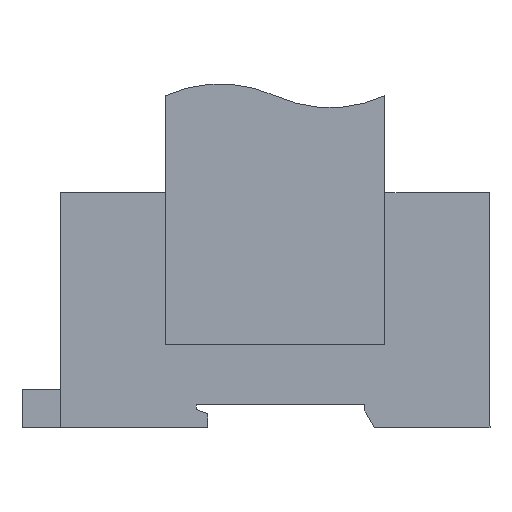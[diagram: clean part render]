
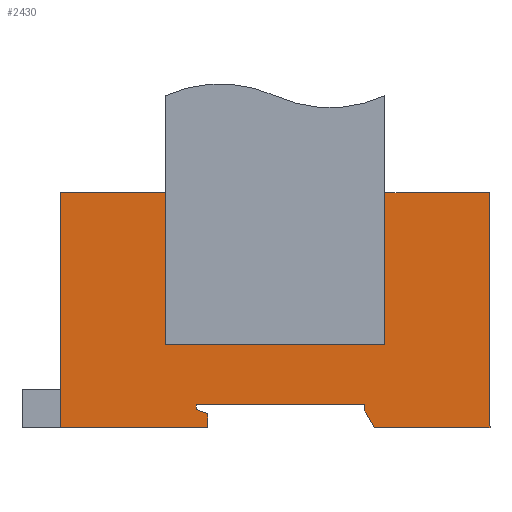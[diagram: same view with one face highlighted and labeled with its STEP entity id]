
A CAD part, left-side view. The second image highlights one B-rep face of the part: STEP entity #2430.
In plain terms, the highlighted planar face has unit normal (-1, 0, 0).
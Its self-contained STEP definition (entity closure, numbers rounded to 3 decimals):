
#1870=CARTESIAN_POINT('',(0.,24.15,44.4));
#1871=VERTEX_POINT('',#1870);
#1872=CARTESIAN_POINT('',(0.0,24.15,12.678));
#1873=VERTEX_POINT('',#1872);
#1874=CARTESIAN_POINT('',(0.,24.15,44.4));
#1875=DIRECTION('',(0.0,0.0,-1.0));
#1876=VECTOR('',#1875,31.723);
#1877=LINE('',#1874,#1876);
#1878=EDGE_CURVE('',#1871,#1873,#1877,.T.);
#1910=CARTESIAN_POINT('',(0.0,-21.85,12.678));
#1911=VERTEX_POINT('',#1910);
#1912=CARTESIAN_POINT('',(0.,24.15,12.678));
#1913=DIRECTION('',(0.0,-1.0,0.0));
#1914=VECTOR('',#1913,46.0);
#1915=LINE('',#1912,#1914);
#1916=EDGE_CURVE('',#1873,#1911,#1915,.T.);
#1941=CARTESIAN_POINT('',(0.,-21.85,44.4));
#1942=VERTEX_POINT('',#1941);
#1943=CARTESIAN_POINT('',(0.,-21.85,12.678));
#1944=DIRECTION('',(0.0,0.0,1.0));
#1945=VECTOR('',#1944,31.723);
#1946=LINE('',#1943,#1945);
#1947=EDGE_CURVE('',#1911,#1942,#1946,.T.);
#1972=CARTESIAN_POINT('',(0.,-43.549,44.4));
#1973=VERTEX_POINT('',#1972);
#1974=CARTESIAN_POINT('',(0.,-21.85,44.4));
#1975=DIRECTION('',(0.0,-1.0,0.0));
#1976=VECTOR('',#1975,21.7);
#1977=LINE('',#1974,#1976);
#1978=EDGE_CURVE('',#1942,#1973,#1977,.T.);
#2008=CARTESIAN_POINT('',(0.,-43.85,44.101));
#2009=VERTEX_POINT('',#2008);
#2010=CARTESIAN_POINT('',(0.,-43.55,44.1));
#2011=DIRECTION('',(1.0,0.,0.));
#2012=DIRECTION('',(0.,-0.706,0.708));
#2013=AXIS2_PLACEMENT_3D('',#2010,#2011,#2012);
#2014=CIRCLE('',#2013,0.3);
#2015=EDGE_CURVE('',#1973,#2009,#2014,.T.);
#2041=CARTESIAN_POINT('',(0.0,-43.85,-4.8));
#2042=VERTEX_POINT('',#2041);
#2043=CARTESIAN_POINT('',(0.,-43.85,44.101));
#2044=DIRECTION('',(0.0,0.0,-1.0));
#2045=VECTOR('',#2044,48.9);
#2046=LINE('',#2043,#2045);
#2047=EDGE_CURVE('',#2009,#2042,#2046,.T.);
#2072=CARTESIAN_POINT('',(0.0,-19.671,-4.8));
#2073=VERTEX_POINT('',#2072);
#2074=CARTESIAN_POINT('',(0.0,-43.85,-4.8));
#2075=DIRECTION('',(0.0,1.0,0.0));
#2076=VECTOR('',#2075,24.179);
#2077=LINE('',#2074,#2076);
#2078=EDGE_CURVE('',#2042,#2073,#2077,.T.);
#2103=CARTESIAN_POINT('',(0.0,-17.65,-1.299));
#2104=VERTEX_POINT('',#2103);
#2105=CARTESIAN_POINT('',(0.,-19.671,-4.8));
#2106=DIRECTION('',(0.,0.5,0.866));
#2107=VECTOR('',#2106,4.042);
#2108=LINE('',#2105,#2107);
#2109=EDGE_CURVE('',#2073,#2104,#2108,.T.);
#2134=CARTESIAN_POINT('',(0.0,-17.65,0.));
#2135=VERTEX_POINT('',#2134);
#2136=CARTESIAN_POINT('',(0.,-17.65,-1.299));
#2137=DIRECTION('',(0.0,0.0,1.0));
#2138=VECTOR('',#2137,1.299);
#2139=LINE('',#2136,#2138);
#2140=EDGE_CURVE('',#2104,#2135,#2139,.T.);
#2165=CARTESIAN_POINT('',(0.0,17.65,0.));
#2166=VERTEX_POINT('',#2165);
#2167=CARTESIAN_POINT('',(0.,-17.65,0.));
#2168=DIRECTION('',(0.0,1.0,0.0));
#2169=VECTOR('',#2168,35.3);
#2170=LINE('',#2167,#2169);
#2171=EDGE_CURVE('',#2135,#2166,#2170,.T.);
#2196=CARTESIAN_POINT('',(0.0,17.65,-1.));
#2197=VERTEX_POINT('',#2196);
#2198=CARTESIAN_POINT('',(0.,17.65,0.));
#2199=DIRECTION('',(0.0,0.0,-1.0));
#2200=VECTOR('',#2199,1.);
#2201=LINE('',#2198,#2200);
#2202=EDGE_CURVE('',#2166,#2197,#2201,.T.);
#2227=CARTESIAN_POINT('',(0.0,15.25,-1.873));
#2228=VERTEX_POINT('',#2227);
#2229=CARTESIAN_POINT('',(0.,17.65,-1.));
#2230=DIRECTION('',(0.,-0.94,-0.342));
#2231=VECTOR('',#2230,2.554);
#2232=LINE('',#2229,#2231);
#2233=EDGE_CURVE('',#2197,#2228,#2232,.T.);
#2258=CARTESIAN_POINT('',(0.0,15.25,-4.8));
#2259=VERTEX_POINT('',#2258);
#2260=CARTESIAN_POINT('',(0.,15.25,-1.873));
#2261=DIRECTION('',(0.0,0.0,-1.0));
#2262=VECTOR('',#2261,2.926);
#2263=LINE('',#2260,#2262);
#2264=EDGE_CURVE('',#2228,#2259,#2263,.T.);
#2289=CARTESIAN_POINT('',(0.0,46.15,-4.8));
#2290=VERTEX_POINT('',#2289);
#2291=CARTESIAN_POINT('',(0.0,15.25,-4.8));
#2292=DIRECTION('',(0.0,1.0,0.0));
#2293=VECTOR('',#2292,30.9);
#2294=LINE('',#2291,#2293);
#2295=EDGE_CURVE('',#2259,#2290,#2294,.T.);
#2320=CARTESIAN_POINT('',(0.,46.15,44.099));
#2321=VERTEX_POINT('',#2320);
#2322=CARTESIAN_POINT('',(0.,46.15,-4.8));
#2323=DIRECTION('',(0.0,0.0,1.0));
#2324=VECTOR('',#2323,48.899);
#2325=LINE('',#2322,#2324);
#2326=EDGE_CURVE('',#2290,#2321,#2325,.T.);
#2351=CARTESIAN_POINT('',(0.,45.85,44.4));
#2352=VERTEX_POINT('',#2351);
#2353=CARTESIAN_POINT('',(0.,45.849,44.1));
#2354=DIRECTION('',(1.0,0.,0.));
#2355=DIRECTION('',(0.,0.708,0.706));
#2356=AXIS2_PLACEMENT_3D('',#2353,#2354,#2355);
#2357=CIRCLE('',#2356,0.301);
#2358=EDGE_CURVE('',#2321,#2352,#2357,.T.);
#2384=CARTESIAN_POINT('',(0.,45.85,44.4));
#2385=DIRECTION('',(0.0,-1.0,0.0));
#2386=VECTOR('',#2385,21.7);
#2387=LINE('',#2384,#2386);
#2388=EDGE_CURVE('',#2352,#1871,#2387,.T.);
#2406=CARTESIAN_POINT('',(0.0,1.345,16.939));
#2407=DIRECTION('',(-1.0,0.0,0.0));
#2408=DIRECTION('',(0.0,0.0,1.0));
#2409=AXIS2_PLACEMENT_3D('',#2406,#2407,#2408);
#2410=PLANE('',#2409);
#2411=ORIENTED_EDGE('',*,*,#1878,.F.);
#2412=ORIENTED_EDGE('',*,*,#2388,.F.);
#2413=ORIENTED_EDGE('',*,*,#2358,.F.);
#2414=ORIENTED_EDGE('',*,*,#2326,.F.);
#2415=ORIENTED_EDGE('',*,*,#2295,.F.);
#2416=ORIENTED_EDGE('',*,*,#2264,.F.);
#2417=ORIENTED_EDGE('',*,*,#2233,.F.);
#2418=ORIENTED_EDGE('',*,*,#2202,.F.);
#2419=ORIENTED_EDGE('',*,*,#2171,.F.);
#2420=ORIENTED_EDGE('',*,*,#2140,.F.);
#2421=ORIENTED_EDGE('',*,*,#2109,.F.);
#2422=ORIENTED_EDGE('',*,*,#2078,.F.);
#2423=ORIENTED_EDGE('',*,*,#2047,.F.);
#2424=ORIENTED_EDGE('',*,*,#2015,.F.);
#2425=ORIENTED_EDGE('',*,*,#1978,.F.);
#2426=ORIENTED_EDGE('',*,*,#1947,.F.);
#2427=ORIENTED_EDGE('',*,*,#1916,.F.);
#2428=EDGE_LOOP('',(#2411,#2412,#2413,#2414,#2415,#2416,#2417,#2418,#2419,#2420,#2421,#2422,#2423,#2424,#2425,#2426,#2427));
#2429=FACE_OUTER_BOUND('',#2428,.T.);
#2430=ADVANCED_FACE('',(#2429),#2410,.T.);
